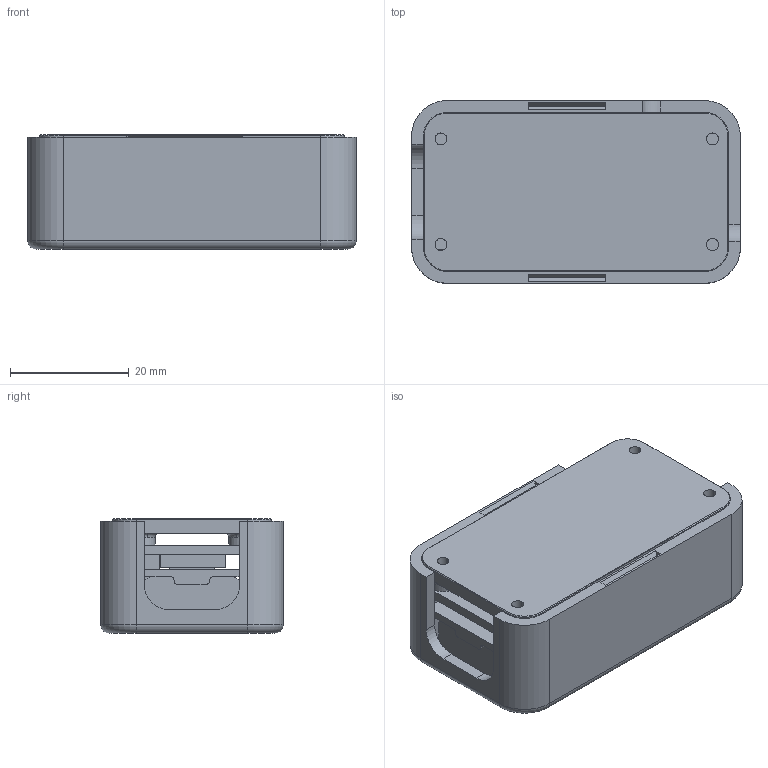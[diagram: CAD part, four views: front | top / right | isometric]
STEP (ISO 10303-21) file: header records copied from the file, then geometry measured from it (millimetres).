
FILE_DESCRIPTION (( 'STEP AP214' ), '1' );
FILE_NAME ('hub_case_testPrototype.STEP', '2021-03-02T00:35:47', ( '' ), ( '' ), 'SwSTEP 2.0', 'SolidWorks 2020', '' );
FILE_SCHEMA (( 'AUTOMOTIVE_DESIGN' ));
Length unit declared in the file: millimetre
Products named in the file (8): LiPo_3-7V_400mAh; 1X16_ROUND; hub_case_testPrototype; case_top_testPrototype; adafruit_feather; case_batteryHolder_prototype; 1X12_ROUND; case_bottom_Prototype
Assembly tree (7 placements, depth 2):
  hub_case_testPrototype
    1X12_ROUND
    1X16_ROUND
    adafruit_feather
    LiPo_3-7V_400mAh
    case_bottom_Prototype
    case_top_testPrototype
    case_batteryHolder_prototype
Bounding box: 55.36 x 30.8 x 19.24 mm (x, y, z)
Volume: 19049.9 mm3; surface area: 19474.1 mm2
Topology: 9 solids, 9 shells, 863 faces, 1972 edges, 1184 vertices
Faces by surface type: plane 751, cylinder 77, torus 13, cone 12, bspline 10
Entity records: 31089 total; most frequent: CARTESIAN_POINT 4343, ORIENTED_EDGE 3936, DIRECTION 3871, EDGE_CURVE 1968, LINE 1759, VECTOR 1759, VERTEX_POINT 1184, AXIS2_PLACEMENT_3D 1056
